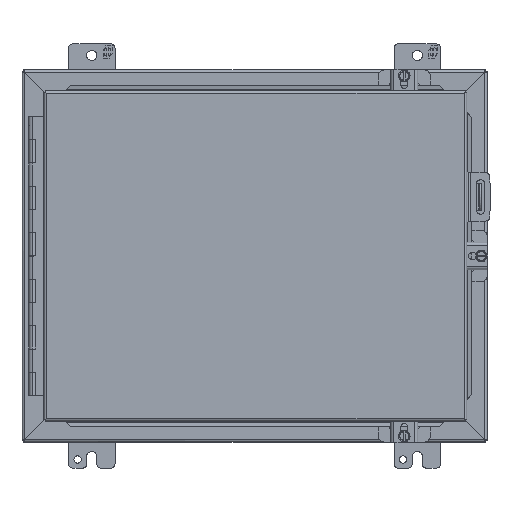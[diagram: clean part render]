
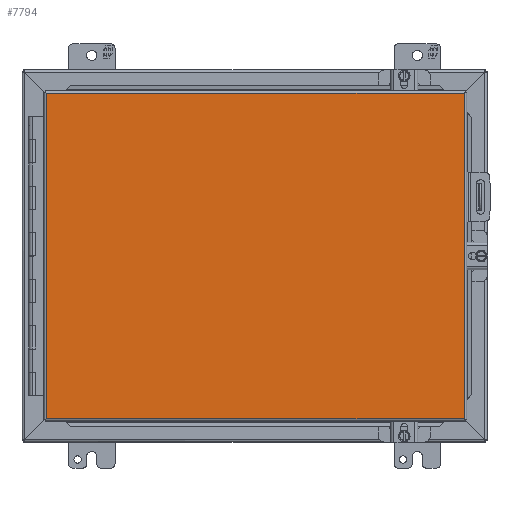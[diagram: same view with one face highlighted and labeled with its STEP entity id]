
A CAD part, front view. The second image highlights one B-rep face of the part: STEP entity #7794.
In plain terms, the highlighted planar face has unit normal (0, -1, 0).
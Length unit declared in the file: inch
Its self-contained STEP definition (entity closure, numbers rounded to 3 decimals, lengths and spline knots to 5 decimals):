
#960 = CARTESIAN_POINT ( 'NONE',  ( -8.954, -7.21, -6.9945 ) ) ;
#3474 = VECTOR ( 'NONE', #23997, 39.37008 ) ;
#3539 = CARTESIAN_POINT ( 'NONE',  ( -8.954, -7.21, 6.9945 ) ) ;
#6362 = CARTESIAN_POINT ( 'NONE',  ( -8.954, -7.21, -6.9945 ) ) ;
#6738 = LINE ( 'NONE', #12782, #23942 ) ;
#7090 = LINE ( 'NONE', #25613, #33075 ) ;
#7739 = ORIENTED_EDGE ( 'NONE', *, *, #36224, .F. ) ;
#7794 = ADVANCED_FACE ( 'NONE', ( #18217 ), #20973, .T. ) ;
#7992 = EDGE_CURVE ( 'NONE', #18373, #36420, #7090, .T. ) ;
#10312 = ORIENTED_EDGE ( 'NONE', *, *, #16268, .F. ) ;
#11420 = CARTESIAN_POINT ( 'NONE',  ( 9.018, -7.21, 6.9945 ) ) ;
#12253 = ORIENTED_EDGE ( 'NONE', *, *, #7992, .F. ) ;
#12782 = CARTESIAN_POINT ( 'NONE',  ( 9.018, -7.21, -6.9945 ) ) ;
#13829 = CARTESIAN_POINT ( 'NONE',  ( 9.018, -7.21, -6.9945 ) ) ;
#13906 = DIRECTION ( 'NONE',  ( 1., 0., 0. ) ) ;
#16268 = EDGE_CURVE ( 'NONE', #36420, #30069, #33963, .T. ) ;
#18217 = FACE_OUTER_BOUND ( 'NONE', #23948, .T. ) ;
#18373 = VERTEX_POINT ( 'NONE', #3539 ) ;
#18837 = DIRECTION ( 'NONE',  ( -1., 0., 0. ) ) ;
#19706 = DIRECTION ( 'NONE',  ( 0., 0., -1. ) ) ;
#20973 = PLANE ( 'NONE',  #34300 ) ;
#21253 = LINE ( 'NONE', #960, #3474 ) ;
#21526 = CARTESIAN_POINT ( 'NONE',  ( -8.954, -7.21, -6.9945 ) ) ;
#23942 = VECTOR ( 'NONE', #18837, 39.37008 ) ;
#23948 = EDGE_LOOP ( 'NONE', ( #10312, #12253, #38593, #7739 ) ) ;
#23997 = DIRECTION ( 'NONE',  ( 0., 0., 1. ) ) ;
#25613 = CARTESIAN_POINT ( 'NONE',  ( -8.954, -7.21, 6.9945 ) ) ;
#29906 = EDGE_CURVE ( 'NONE', #35151, #18373, #21253, .T. ) ;
#30069 = VERTEX_POINT ( 'NONE', #13829 ) ;
#32860 = VECTOR ( 'NONE', #19706, 39.37008 ) ;
#33075 = VECTOR ( 'NONE', #13906, 39.37008 ) ;
#33963 = LINE ( 'NONE', #37466, #32860 ) ;
#34300 = AXIS2_PLACEMENT_3D ( 'NONE', #21526, #36563, #35991 ) ;
#35151 = VERTEX_POINT ( 'NONE', #6362 ) ;
#35991 = DIRECTION ( 'NONE',  ( 0., 0., -1. ) ) ;
#36224 = EDGE_CURVE ( 'NONE', #30069, #35151, #6738, .T. ) ;
#36420 = VERTEX_POINT ( 'NONE', #11420 ) ;
#36563 = DIRECTION ( 'NONE',  ( 0., -1., 0. ) ) ;
#37466 = CARTESIAN_POINT ( 'NONE',  ( 9.018, -7.21, 6.9945 ) ) ;
#38593 = ORIENTED_EDGE ( 'NONE', *, *, #29906, .F. ) ;
